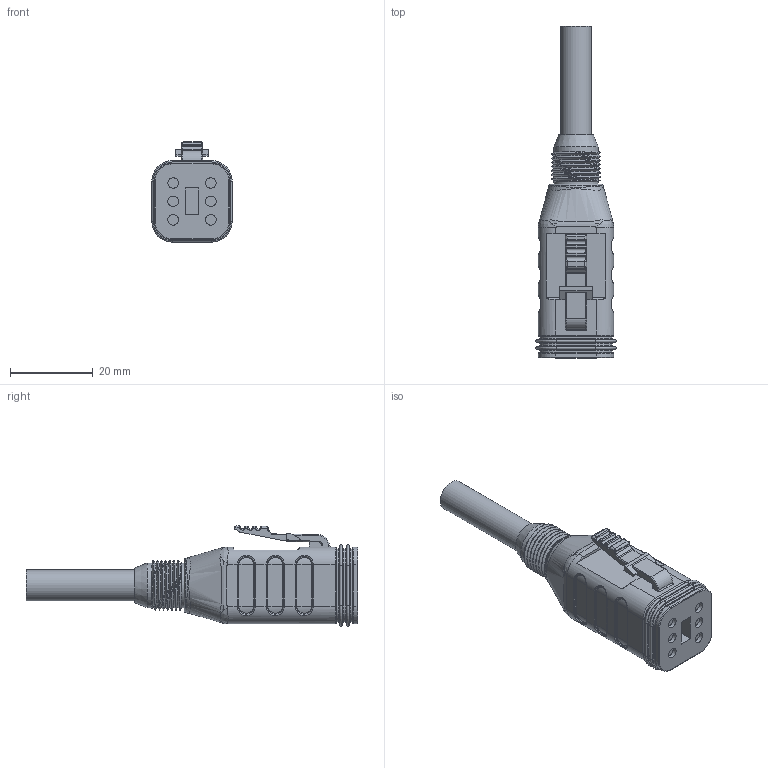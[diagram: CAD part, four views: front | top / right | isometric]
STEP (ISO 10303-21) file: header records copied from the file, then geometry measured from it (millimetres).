
FILE_DESCRIPTION(/* description */ (''),/* implementation_level */ '2;1');
FILE_NAME(/* name */ '1-V0011023__5037588__MA-DT06-6SG-2-S370_assy_26-06-2023_stp.stp',/* time_stamp */ '2023-06-26T08:55:28+02:00',/* author */ ('ESCHA GmbH & Co. KG'),/* organization */ ('ESCHA GmbH & Co. KG'),/* preprocessor_version */ 'ST-DEVELOPER v16',/* originating_system */ 'SIEMENS PLM Software NX 10.0',/* authorisation */ '');
FILE_SCHEMA (('AUTOMOTIVE_DESIGN { 1 0 10303 214 3 1 1 1 }'));
Length unit declared in the file: millimetre
Products named in the file (1): t.he45DCFC46ukew
Bounding box: 19.41 x 80.25 x 24.25 mm (x, y, z)
Volume: 14547.5 mm3; surface area: 5312.9 mm2
Topology: 1 solids, 1 shells, 476 faces, 1154 edges, 688 vertices
Faces by surface type: cylinder 182, plane 105, torus 101, bspline 76, sphere 8, cone 4
Full cylindrical faces by diameter (mm): 2.56 x6, 7.5 x1, 10.77 x8
Entity records: 17367 total; most frequent: CARTESIAN_POINT 6846, DIRECTION 2247, ORIENTED_EDGE 2176, EDGE_CURVE 1088, AXIS2_PLACEMENT_3D 931, VERTEX_POINT 661, CIRCLE 527, EDGE_LOOP 525
